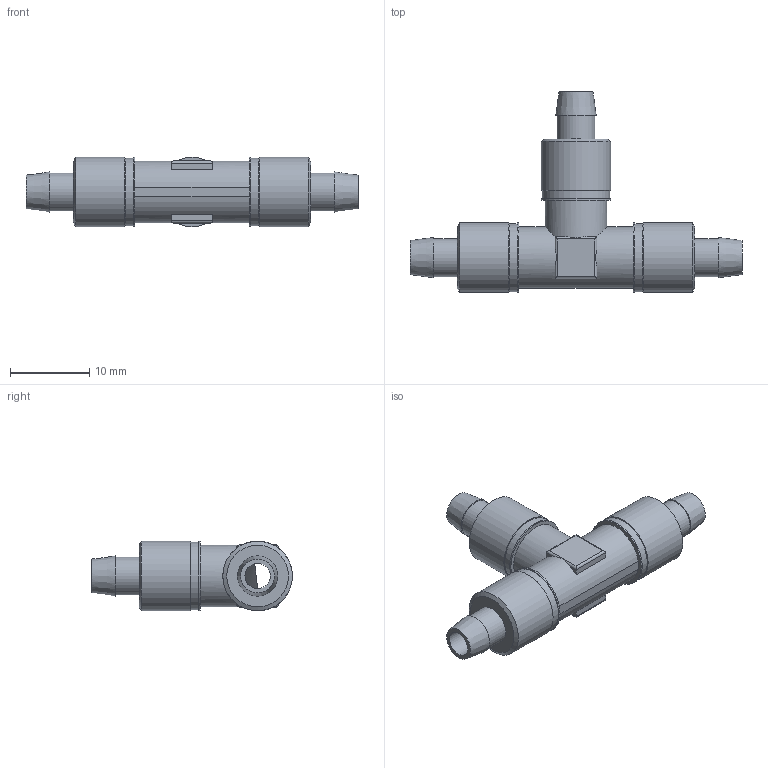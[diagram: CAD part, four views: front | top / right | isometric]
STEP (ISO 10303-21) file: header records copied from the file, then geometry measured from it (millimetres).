
FILE_DESCRIPTION(/* description */ (''),/* implementation_level */ '2;1');
FILE_NAME(/* name */ 'fk_4_es-la.stp',/* time_stamp */ '2020-03-10T09:26:07+01:00',/* author */ ('leitheußer'),/* organization */ (''),/* preprocessor_version */ 'ST-DEVELOPER v15.6',/* originating_system */ 'Autodesk Inventor LT ',/* authorisation */ '');
FILE_SCHEMA (('AUTOMOTIVE_DESIGN { 1 0 10303 214 3 1 1 }'));
Length unit declared in the file: millimetre
Products named in the file (1): FK 4 ES
Bounding box: 42 x 25.4 x 8.8 mm (x, y, z)
Volume: 2118.4 mm3; surface area: 2137.4 mm2
Topology: 1 solids, 1 shells, 65 faces, 134 edges, 83 vertices
Faces by surface type: plane 32, cylinder 24, cone 9
Full cylindrical faces by diameter (mm): 3.2 x2, 4.8 x3, 7.8 x1, 8.6 x3, 8.8 x6
Entity records: 1638 total; most frequent: CARTESIAN_POINT 310, DIRECTION 294, ORIENTED_EDGE 210, AXIS2_PLACEMENT_3D 129, EDGE_LOOP 106, EDGE_CURVE 105, VERTEX_POINT 79, FACE_OUTER_BOUND 65
